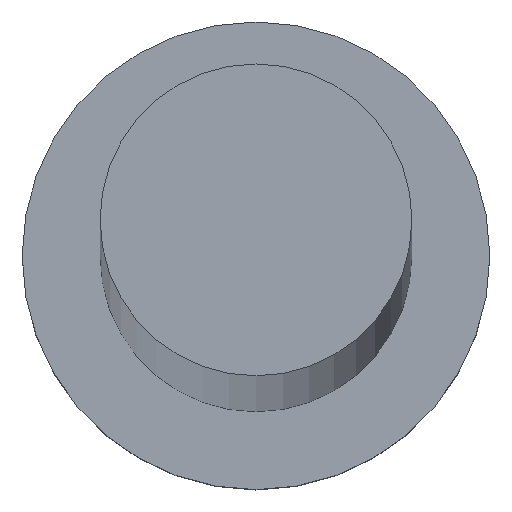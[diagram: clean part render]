
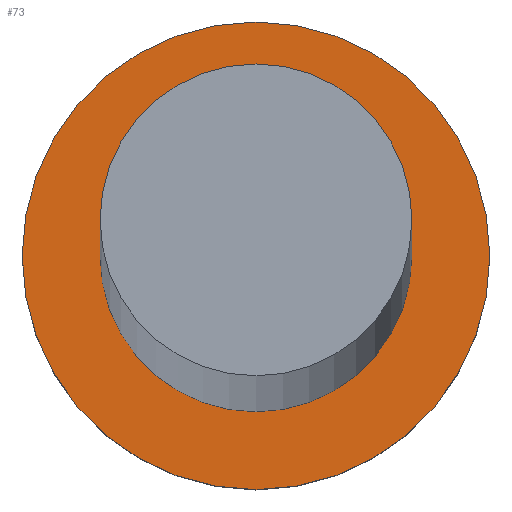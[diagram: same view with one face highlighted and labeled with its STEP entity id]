
A CAD part, top view. The second image highlights one B-rep face of the part: STEP entity #73.
In plain terms, the highlighted planar face has unit normal (0, 0, 1).
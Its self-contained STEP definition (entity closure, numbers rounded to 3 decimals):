
#15 = VERTEX_POINT ( 'NONE', #235 ) ;
#18 = VERTEX_POINT ( 'NONE', #91 ) ;
#20 = CARTESIAN_POINT ( 'NONE',  ( -6., 0., 7. ) ) ;
#26 = DIRECTION ( 'NONE',  ( 1., 0., 0. ) ) ;
#37 = DIRECTION ( 'NONE',  ( 1., 0., 0. ) ) ;
#41 = PLANE ( 'NONE',  #252 ) ;
#51 = DIRECTION ( 'NONE',  ( 0., 0., 1. ) ) ;
#53 = DIRECTION ( 'NONE',  ( 1., 0., 0. ) ) ;
#56 = DIRECTION ( 'NONE',  ( 0., 0., 1. ) ) ;
#65 = EDGE_LOOP ( 'NONE', ( #246, #167 ) ) ;
#73 = ADVANCED_FACE ( 'NONE', ( #150, #112 ), #41, .T. ) ;
#80 = EDGE_CURVE ( 'NONE', #83, #146, #169, .T. ) ;
#83 = VERTEX_POINT ( 'NONE', #20 ) ;
#86 = EDGE_LOOP ( 'NONE', ( #229, #249 ) ) ;
#91 = CARTESIAN_POINT ( 'NONE',  ( -9., 0., 7. ) ) ;
#93 = AXIS2_PLACEMENT_3D ( 'NONE', #155, #56, #217 ) ;
#104 = DIRECTION ( 'NONE',  ( 1., 0., 0. ) ) ;
#112 = FACE_OUTER_BOUND ( 'NONE', #86, .T. ) ;
#115 = CARTESIAN_POINT ( 'NONE',  ( 0., 0., 7. ) ) ;
#123 = AXIS2_PLACEMENT_3D ( 'NONE', #147, #51, #37 ) ;
#129 = CIRCLE ( 'NONE', #123, 6. ) ;
#134 = DIRECTION ( 'NONE',  ( 0., 0., 1. ) ) ;
#146 = VERTEX_POINT ( 'NONE', #208 ) ;
#147 = CARTESIAN_POINT ( 'NONE',  ( 0., 0., 7. ) ) ;
#150 = FACE_BOUND ( 'NONE', #65, .T. ) ;
#152 = EDGE_CURVE ( 'NONE', #15, #18, #180, .T. ) ;
#153 = AXIS2_PLACEMENT_3D ( 'NONE', #228, #200, #104 ) ;
#155 = CARTESIAN_POINT ( 'NONE',  ( 0., 0., 7. ) ) ;
#157 = CIRCLE ( 'NONE', #160, 9. ) ;
#160 = AXIS2_PLACEMENT_3D ( 'NONE', #215, #175, #53 ) ;
#167 = ORIENTED_EDGE ( 'NONE', *, *, #210, .F. ) ;
#169 = CIRCLE ( 'NONE', #93, 6. ) ;
#175 = DIRECTION ( 'NONE',  ( 0., 0., 1. ) ) ;
#180 = CIRCLE ( 'NONE', #153, 9. ) ;
#200 = DIRECTION ( 'NONE',  ( 0., 0., 1. ) ) ;
#208 = CARTESIAN_POINT ( 'NONE',  ( 6., 0., 7. ) ) ;
#210 = EDGE_CURVE ( 'NONE', #146, #83, #129, .T. ) ;
#215 = CARTESIAN_POINT ( 'NONE',  ( 0., 0., 7. ) ) ;
#217 = DIRECTION ( 'NONE',  ( 1., 0., 0. ) ) ;
#225 = EDGE_CURVE ( 'NONE', #18, #15, #157, .T. ) ;
#228 = CARTESIAN_POINT ( 'NONE',  ( 0., 0., 7. ) ) ;
#229 = ORIENTED_EDGE ( 'NONE', *, *, #225, .T. ) ;
#235 = CARTESIAN_POINT ( 'NONE',  ( 9., 0., 7. ) ) ;
#246 = ORIENTED_EDGE ( 'NONE', *, *, #80, .F. ) ;
#249 = ORIENTED_EDGE ( 'NONE', *, *, #152, .T. ) ;
#252 = AXIS2_PLACEMENT_3D ( 'NONE', #115, #134, #26 ) ;
